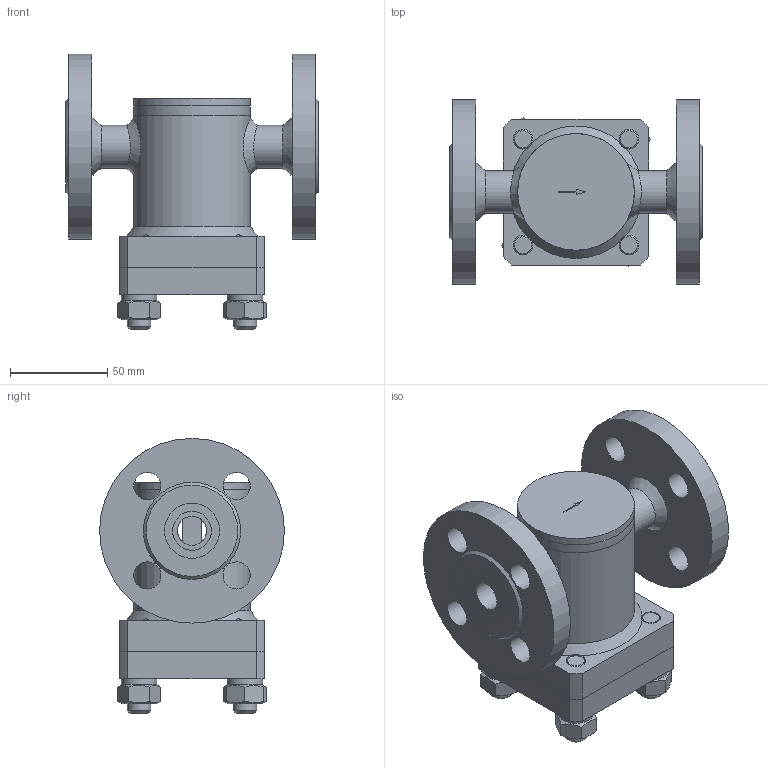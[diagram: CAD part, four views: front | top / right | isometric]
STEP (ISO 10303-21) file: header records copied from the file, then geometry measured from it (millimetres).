
FILE_DESCRIPTION((''),'2;1');
FILE_NAME('ФБ93 010 015 000.stp','2015-03-16T17:05:09',('��������'),(''),'Autodesk Inventor 2013','Autodesk Inventor 2013','');
FILE_SCHEMA(('AUTOMOTIVE_DESIGN { 1 0 10303 214 1 1 1 1 }'));
Length unit declared in the file: millimetre
Products named in the file (23): ФБ93 010 015 000; ФБ93 010 015 020; ФБ93 010 015 020_Сварные швы; ФБ93 010 015 025; ФБ93 010 015 024; ФБ93 010 015 022; ФБ93 010 015 022_1; ФБ93 010 015 021; ФБ93 010 015 023; ФБ93 010 015 023_1; ФБ93 010 015 001; ФБ93 010 015 003; Шайба ГОСТ 6402-70 12 N; Гайка ГОСТ 5915-70 M12; ФБ93 010 015 004; ФБ93 010 015 040; ФБ93 010 015 050; ФБ93 010 015 051; ФБ93 010 015 051_1; ФБ93 010 015 052; ФБ93 010 015 052_1; ФБ93 010 015 041
Assembly tree (31 placements, depth 4):
  ФБ93 010 015 000
    ФБ93 010 015 020
      ФБ93 010 015 020_Сварные швы
      ФБ93 010 015 025
      ФБ93 010 015 024
      ФБ93 010 015 022
      ФБ93 010 015 022_1
      ФБ93 010 015 021
      ФБ93 010 015 023
      ФБ93 010 015 023_1
    ФБ93 010 015 001
    ФБ93 010 015 003
    Шайба ГОСТ 6402-70 12 N  x4
    Гайка ГОСТ 5915-70 M12  x4
    ФБ93 010 015 004  x4
    ФБ93 010 015 040
      ФБ93 010 015 050
        ФБ93 010 015 051
        ФБ93 010 015 051_1
        ФБ93 010 015 052
        ФБ93 010 015 052_1
        ФБ93 010 015 052
      ФБ93 010 015 041
Bounding box: 130 x 95 x 141.5 mm (x, y, z)
Volume: 420205.4 mm3; surface area: 158831.1 mm2
Topology: 36 solids, 36 shells, 284 faces, 651 edges, 427 vertices
Faces by surface type: plane 139, cylinder 84, cone 58, bspline 3
Full cylindrical faces by diameter (mm): 8 x2, 10.106 x8, 12 x4, 14 x12, 15 x4, 20 x6, 22 x6, 48 x2, 58 x3, 60 x3, 95 x2
Entity records: 7480 total; most frequent: CARTESIAN_POINT 2321, DIRECTION 1016, ORIENTED_EDGE 746, AXIS2_PLACEMENT_3D 436, EDGE_CURVE 373, EDGE_LOOP 354, VERTEX_POINT 289, FACE_OUTER_BOUND 212
